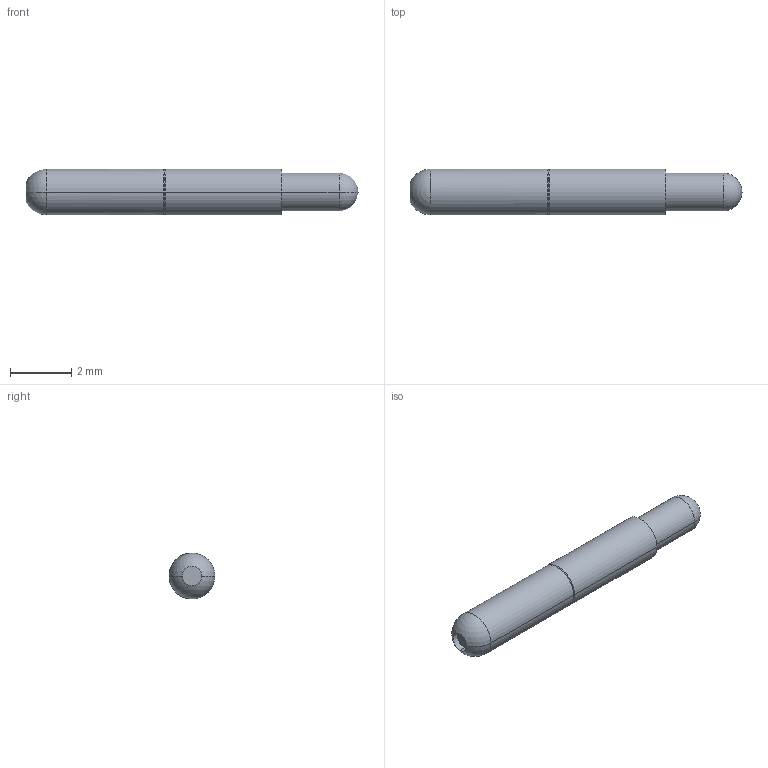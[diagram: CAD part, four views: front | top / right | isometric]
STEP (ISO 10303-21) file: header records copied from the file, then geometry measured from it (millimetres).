
FILE_DESCRIPTION (( 'STEP AP214' ), '1' );
FILE_NAME ('UEBK-11552.STEP', '2016-10-20T08:10:14', ( '' ), ( '' ), 'SwSTEP 2.0', 'SolidWorks 2016', '' );
FILE_SCHEMA (( 'AUTOMOTIVE_DESIGN' ));
Length unit declared in the file: millimetre
Products named in the file (1): UEBK-11552
Bounding box: 10.88 x 1.5 x 1.5 mm (x, y, z)
Volume: 17.2 mm3; surface area: 50.6 mm2
Topology: 1 solids, 1 shells, 22 faces, 57 edges, 34 vertices
Faces by surface type: cylinder 8, sphere 8, torus 4, plane 2
Entity records: 510 total; most frequent: DIRECTION 102, CARTESIAN_POINT 76, ORIENTED_EDGE 72, AXIS2_PLACEMENT_3D 47, EDGE_CURVE 36, CIRCLE 28, VERTEX_POINT 21, EDGE_LOOP 19
